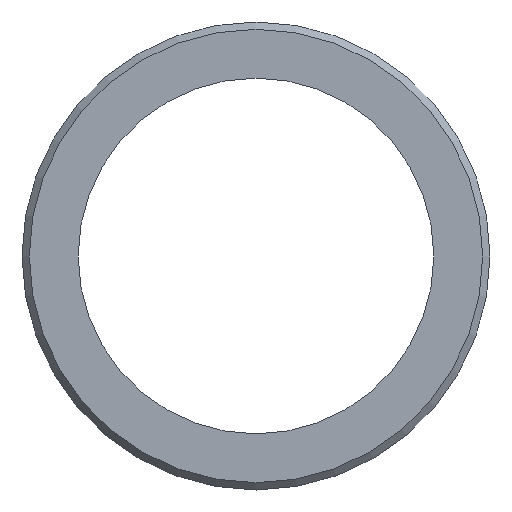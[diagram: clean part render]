
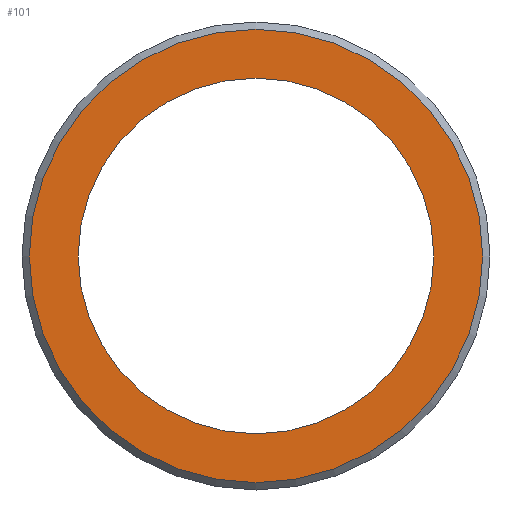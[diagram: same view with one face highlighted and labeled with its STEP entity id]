
A CAD part, left-side view. The second image highlights one B-rep face of the part: STEP entity #101.
In plain terms, the highlighted planar face has unit normal (-1, 0, 0).
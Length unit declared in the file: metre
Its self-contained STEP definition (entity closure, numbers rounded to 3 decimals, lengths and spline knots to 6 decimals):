
#23=PLANE('',#124);
#27=ORIENTED_EDGE('',*,*,#43,.F.);
#28=ORIENTED_EDGE('',*,*,#42,.T.);
#42=EDGE_CURVE('',#50,#50,#58,.T.);
#43=EDGE_CURVE('',#51,#51,#59,.T.);
#50=VERTEX_POINT('',#176);
#51=VERTEX_POINT('',#179);
#58=CIRCLE('',#123,0.009652);
#59=CIRCLE('',#125,0.012303);
#67=EDGE_LOOP('',(#27));
#68=EDGE_LOOP('',(#28));
#83=FACE_BOUND('',#67,.T.);
#84=FACE_BOUND('',#68,.T.);
#101=ADVANCED_FACE('',(#83,#84),#23,.T.);
#123=AXIS2_PLACEMENT_3D('',#175,#143,#144);
#124=AXIS2_PLACEMENT_3D('',#177,#145,#146);
#125=AXIS2_PLACEMENT_3D('',#178,#147,#148);
#143=DIRECTION('',(1.,0.,0.));
#144=DIRECTION('',(0.,1.,0.));
#145=DIRECTION('',(-1.,0.,0.));
#146=DIRECTION('',(0.,1.,0.));
#147=DIRECTION('',(1.,0.,0.));
#148=DIRECTION('',(0.,1.,0.));
#175=CARTESIAN_POINT('',(-0.047192,-0.176801,0.0335));
#176=CARTESIAN_POINT('',(-0.047192,-0.167149,0.0335));
#177=CARTESIAN_POINT('',(-0.047192,-0.207004,0.026697));
#178=CARTESIAN_POINT('',(-0.047192,-0.176801,0.0335));
#179=CARTESIAN_POINT('',(-0.047192,-0.164498,0.0335));
